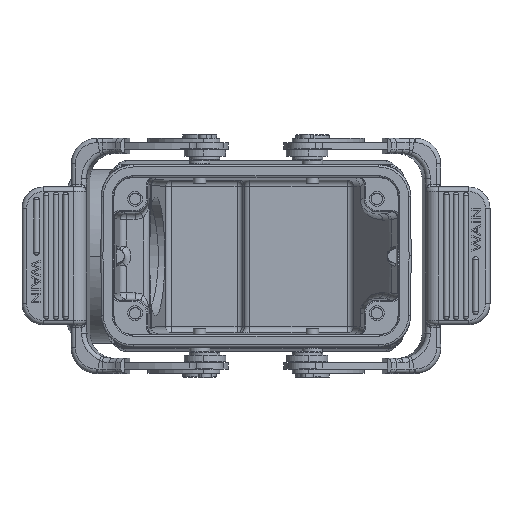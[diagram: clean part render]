
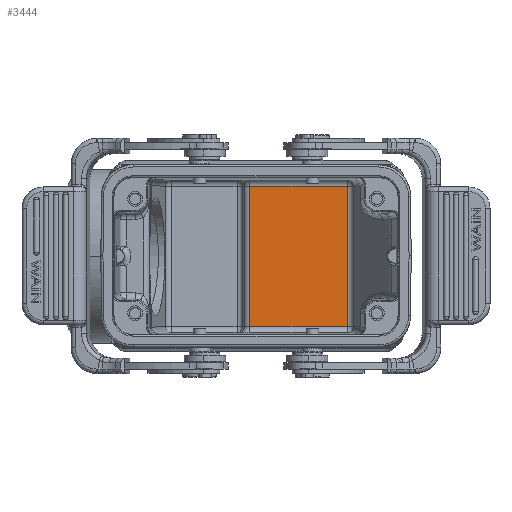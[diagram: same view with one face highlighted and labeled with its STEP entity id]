
A CAD part, top view. The second image highlights one B-rep face of the part: STEP entity #3444.
In plain terms, the highlighted planar face has unit normal (0, 0, 1).
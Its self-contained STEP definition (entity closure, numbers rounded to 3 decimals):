
#786=PLANE('',#33302);
#3444=ADVANCED_FACE('',(#5770),#786,.F.);
#5770=FACE_OUTER_BOUND('',#7595,.T.);
#7595=EDGE_LOOP('',(#13069,#13070,#13071,#13072));
#13069=ORIENTED_EDGE('',*,*,#24543,.T.);
#13070=ORIENTED_EDGE('',*,*,#24544,.T.);
#13071=ORIENTED_EDGE('',*,*,#24536,.T.);
#13072=ORIENTED_EDGE('',*,*,#24541,.T.);
#20872=VERTEX_POINT('',#48555);
#20983=VERTEX_POINT('',#49734);
#20986=VERTEX_POINT('',#49752);
#20987=VERTEX_POINT('',#49757);
#24536=EDGE_CURVE('',#20872,#20983,#28444,.T.);
#24541=EDGE_CURVE('',#20983,#20986,#28445,.T.);
#24543=EDGE_CURVE('',#20986,#20987,#28447,.T.);
#24544=EDGE_CURVE('',#20987,#20872,#28448,.T.);
#28444=LINE('',#49733,#30746);
#28445=LINE('',#49753,#30747);
#28447=LINE('',#49756,#30749);
#28448=LINE('',#49758,#30750);
#30746=VECTOR('',#37764,1.);
#30747=VECTOR('',#37773,1.);
#30749=VECTOR('',#37777,1.);
#30750=VECTOR('',#37778,1.);
#33302=AXIS2_PLACEMENT_3D('',#49759,#37779,#37780);
#37764=DIRECTION('',(0.,-1.,0.));
#37773=DIRECTION('',(1.,0.,0.));
#37777=DIRECTION('',(0.,1.,0.));
#37778=DIRECTION('',(-1.,0.,0.));
#37779=DIRECTION('',(0.,0.,-1.));
#37780=DIRECTION('',(-1.,0.,0.));
#48555=CARTESIAN_POINT('',(-1.493,16.546,-65.));
#49733=CARTESIAN_POINT('',(-1.493,16.546,-65.));
#49734=CARTESIAN_POINT('',(-1.493,-16.546,-65.));
#49752=CARTESIAN_POINT('',(21.573,-16.546,-65.));
#49753=CARTESIAN_POINT('',(-1.493,-16.546,-65.));
#49756=CARTESIAN_POINT('',(21.573,-16.546,-65.));
#49757=CARTESIAN_POINT('',(21.573,16.546,-65.));
#49758=CARTESIAN_POINT('',(21.573,16.546,-65.));
#49759=CARTESIAN_POINT('',(22.724,-18.6,-65.));
